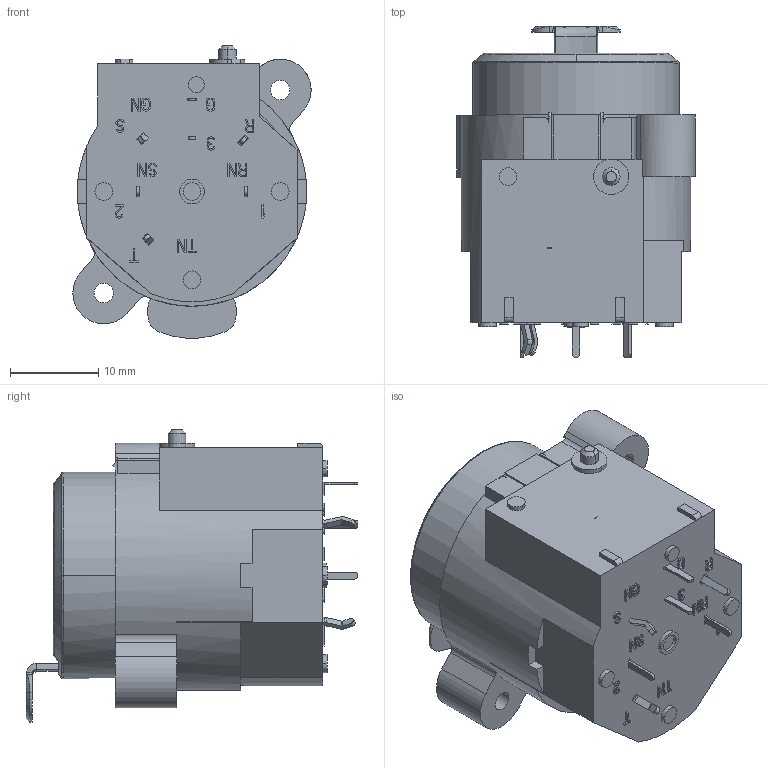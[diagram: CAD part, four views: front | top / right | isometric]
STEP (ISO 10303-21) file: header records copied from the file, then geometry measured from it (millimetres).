
FILE_DESCRIPTION((''),'2;1');
FILE_NAME('PRT0067','2021-04-06T',('zyj'),(''),'PRO/ENGINEER BY PARAMETRIC TECHNOLOGY CORPORATION, 2013040','PRO/ENGINEER BY PARAMETRIC TECHNOLOGY CORPORATION, 2013040','');
FILE_SCHEMA(('CONFIG_CONTROL_DESIGN','SHAPE_APPEARANCE_LAYERS_GROUPS'));
Length unit declared in the file: millimetre
Products named in the file (1): PRT0067
Bounding box: 27 x 37.6 x 33.1 mm (x, y, z)
Volume: 13862.8 mm3; surface area: 8216.4 mm2
Topology: 1 solids, 13 shells, 1211 faces, 3484 edges, 2313 vertices
Faces by surface type: plane 894, cylinder 273, bspline 19, torus 14, cone 11
Entity records: 40935 total; most frequent: CARTESIAN_POINT 8677, ORIENTED_EDGE 6964, DIRECTION 6374, EDGE_CURVE 3482, VECTOR 2658, LINE 2658, VERTEX_POINT 2313, AXIS2_PLACEMENT_3D 1858
